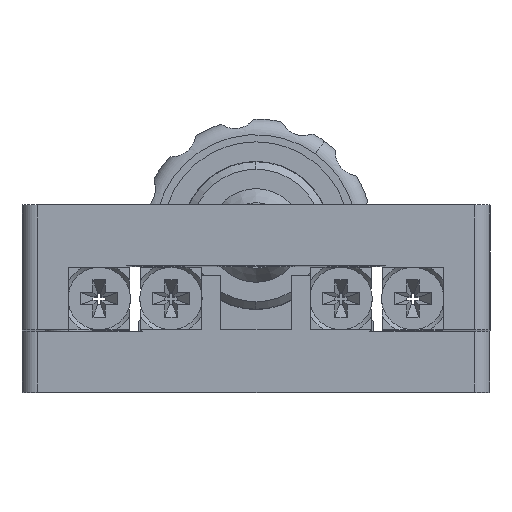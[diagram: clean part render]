
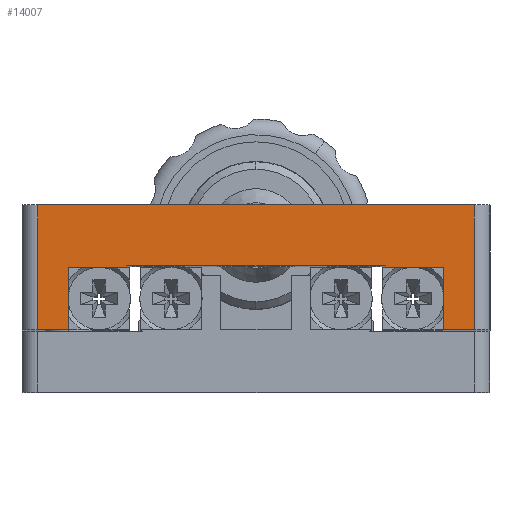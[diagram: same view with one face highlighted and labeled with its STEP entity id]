
A CAD part, top view. The second image highlights one B-rep face of the part: STEP entity #14007.
In plain terms, the highlighted planar face has unit normal (0, 0, 1).
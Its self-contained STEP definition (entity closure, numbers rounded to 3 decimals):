
#139 = CARTESIAN_POINT ( 'NONE',  ( -14., 12., 15. ) ) ;
#245 = VERTEX_POINT ( 'NONE', #860 ) ;
#406 = DIRECTION ( 'NONE',  ( 0., -1., 0. ) ) ;
#549 = CARTESIAN_POINT ( 'NONE',  ( 12., 4., 15. ) ) ;
#789 = EDGE_CURVE ( 'NONE', #12379, #245, #13430, .T. ) ;
#860 = CARTESIAN_POINT ( 'NONE',  ( -12., 8., 15. ) ) ;
#1109 = EDGE_CURVE ( 'NONE', #6558, #14508, #10407, .T. ) ;
#1283 = EDGE_LOOP ( 'NONE', ( #3625, #15614, #12351, #10133, #4592, #1808, #1828, #4162, #5469, #12717, #2868, #10119 ) ) ;
#1383 = EDGE_CURVE ( 'NONE', #14508, #14469, #2988, .T. ) ;
#1628 = LINE ( 'NONE', #4389, #15479 ) ;
#1706 = CARTESIAN_POINT ( 'NONE',  ( -8.3, 8.1, 15. ) ) ;
#1760 = AXIS2_PLACEMENT_3D ( 'NONE', #13464, #6623, #3947 ) ;
#1808 = ORIENTED_EDGE ( 'NONE', *, *, #15163, .F. ) ;
#1828 = ORIENTED_EDGE ( 'NONE', *, *, #15566, .F. ) ;
#2053 = VERTEX_POINT ( 'NONE', #8027 ) ;
#2176 = EDGE_CURVE ( 'NONE', #16110, #14679, #1628, .T. ) ;
#2228 = VECTOR ( 'NONE', #11631, 1000. ) ;
#2361 = CARTESIAN_POINT ( 'NONE',  ( 12., 4., 15. ) ) ;
#2435 = DIRECTION ( 'NONE',  ( 0., -1., 0. ) ) ;
#2552 = CARTESIAN_POINT ( 'NONE',  ( 8.3, 8., 15. ) ) ;
#2601 = LINE ( 'NONE', #11688, #9267 ) ;
#2868 = ORIENTED_EDGE ( 'NONE', *, *, #1109, .F. ) ;
#2988 = LINE ( 'NONE', #14660, #16619 ) ;
#3625 = ORIENTED_EDGE ( 'NONE', *, *, #12585, .F. ) ;
#3947 = DIRECTION ( 'NONE',  ( 1., 0., 0. ) ) ;
#3989 = DIRECTION ( 'NONE',  ( 0., -1., 0. ) ) ;
#4162 = ORIENTED_EDGE ( 'NONE', *, *, #2176, .F. ) ;
#4389 = CARTESIAN_POINT ( 'NONE',  ( 8.3, 8.1, 15. ) ) ;
#4592 = ORIENTED_EDGE ( 'NONE', *, *, #789, .F. ) ;
#4616 = CARTESIAN_POINT ( 'NONE',  ( 14., 12., 15. ) ) ;
#4710 = CARTESIAN_POINT ( 'NONE',  ( -15., 12., 15. ) ) ;
#4994 = VECTOR ( 'NONE', #8264, 1000. ) ;
#5008 = VECTOR ( 'NONE', #5037, 1000. ) ;
#5037 = DIRECTION ( 'NONE',  ( -1., 0., 0. ) ) ;
#5079 = VECTOR ( 'NONE', #3989, 1000. ) ;
#5194 = CARTESIAN_POINT ( 'NONE',  ( 14., 12., 15. ) ) ;
#5269 = EDGE_CURVE ( 'NONE', #245, #12252, #16994, .T. ) ;
#5469 = ORIENTED_EDGE ( 'NONE', *, *, #7915, .F. ) ;
#6558 = VERTEX_POINT ( 'NONE', #10562 ) ;
#6582 = EDGE_CURVE ( 'NONE', #12252, #2053, #7788, .T. ) ;
#6623 = DIRECTION ( 'NONE',  ( 0., 0., 1. ) ) ;
#6973 = LINE ( 'NONE', #12248, #14779 ) ;
#7153 = CARTESIAN_POINT ( 'NONE',  ( -12., 4., 15. ) ) ;
#7637 = CARTESIAN_POINT ( 'NONE',  ( 8.3, 8.1, 15. ) ) ;
#7788 = LINE ( 'NONE', #10410, #5008 ) ;
#7915 = EDGE_CURVE ( 'NONE', #14469, #16110, #10346, .T. ) ;
#8027 = CARTESIAN_POINT ( 'NONE',  ( -14., 4., 15. ) ) ;
#8221 = EDGE_CURVE ( 'NONE', #6558, #16651, #16481, .T. ) ;
#8264 = DIRECTION ( 'NONE',  ( -1., 0., 0. ) ) ;
#8518 = LINE ( 'NONE', #4710, #13605 ) ;
#9193 = CARTESIAN_POINT ( 'NONE',  ( -12., 8., 15. ) ) ;
#9214 = VERTEX_POINT ( 'NONE', #14193 ) ;
#9267 = VECTOR ( 'NONE', #2435, 1000. ) ;
#9621 = DIRECTION ( 'NONE',  ( -1., 0., 0. ) ) ;
#9962 = VECTOR ( 'NONE', #9621, 1000. ) ;
#10119 = ORIENTED_EDGE ( 'NONE', *, *, #8221, .T. ) ;
#10133 = ORIENTED_EDGE ( 'NONE', *, *, #5269, .F. ) ;
#10246 = CARTESIAN_POINT ( 'NONE',  ( 8.3, 8., 15. ) ) ;
#10346 = LINE ( 'NONE', #2552, #2228 ) ;
#10407 = LINE ( 'NONE', #2361, #11609 ) ;
#10410 = CARTESIAN_POINT ( 'NONE',  ( -15., 4., 15. ) ) ;
#10509 = CARTESIAN_POINT ( 'NONE',  ( 12., 8., 15. ) ) ;
#10562 = CARTESIAN_POINT ( 'NONE',  ( 14., 4., 15. ) ) ;
#10719 = DIRECTION ( 'NONE',  ( 0., 1., 0. ) ) ;
#10776 = FACE_OUTER_BOUND ( 'NONE', #1283, .T. ) ;
#10958 = DIRECTION ( 'NONE',  ( 0., 1., 0. ) ) ;
#11609 = VECTOR ( 'NONE', #11785, 1000. ) ;
#11631 = DIRECTION ( 'NONE',  ( -1., 0., 0. ) ) ;
#11688 = CARTESIAN_POINT ( 'NONE',  ( -8.3, 8.1, 15. ) ) ;
#11785 = DIRECTION ( 'NONE',  ( -1., 0., 0. ) ) ;
#12248 = CARTESIAN_POINT ( 'NONE',  ( -14., 4., 15. ) ) ;
#12252 = VERTEX_POINT ( 'NONE', #7153 ) ;
#12351 = ORIENTED_EDGE ( 'NONE', *, *, #6582, .F. ) ;
#12379 = VERTEX_POINT ( 'NONE', #14492 ) ;
#12585 = EDGE_CURVE ( 'NONE', #14475, #16651, #8518, .T. ) ;
#12717 = ORIENTED_EDGE ( 'NONE', *, *, #1383, .F. ) ;
#13430 = LINE ( 'NONE', #14621, #9962 ) ;
#13464 = CARTESIAN_POINT ( 'NONE',  ( 8.3, 8., 15. ) ) ;
#13559 = VECTOR ( 'NONE', #14037, 1000. ) ;
#13605 = VECTOR ( 'NONE', #15174, 1000. ) ;
#14007 = ADVANCED_FACE ( 'NONE', ( #10776 ), #14415, .T. ) ;
#14037 = DIRECTION ( 'NONE',  ( 0., 1., 0. ) ) ;
#14193 = CARTESIAN_POINT ( 'NONE',  ( -8.3, 8.1, 15. ) ) ;
#14415 = PLANE ( 'NONE',  #1760 ) ;
#14469 = VERTEX_POINT ( 'NONE', #10509 ) ;
#14475 = VERTEX_POINT ( 'NONE', #139 ) ;
#14492 = CARTESIAN_POINT ( 'NONE',  ( -8.3, 8., 15. ) ) ;
#14508 = VERTEX_POINT ( 'NONE', #549 ) ;
#14621 = CARTESIAN_POINT ( 'NONE',  ( -12., 8., 15. ) ) ;
#14660 = CARTESIAN_POINT ( 'NONE',  ( 12., 8., 15. ) ) ;
#14679 = VERTEX_POINT ( 'NONE', #7637 ) ;
#14779 = VECTOR ( 'NONE', #406, 1000. ) ;
#15163 = EDGE_CURVE ( 'NONE', #9214, #12379, #2601, .T. ) ;
#15174 = DIRECTION ( 'NONE',  ( 1., 0., 0. ) ) ;
#15352 = EDGE_CURVE ( 'NONE', #14475, #2053, #6973, .T. ) ;
#15479 = VECTOR ( 'NONE', #10719, 1000. ) ;
#15566 = EDGE_CURVE ( 'NONE', #14679, #9214, #16324, .T. ) ;
#15614 = ORIENTED_EDGE ( 'NONE', *, *, #15352, .T. ) ;
#16110 = VERTEX_POINT ( 'NONE', #10246 ) ;
#16324 = LINE ( 'NONE', #1706, #4994 ) ;
#16481 = LINE ( 'NONE', #4616, #13559 ) ;
#16619 = VECTOR ( 'NONE', #10958, 1000. ) ;
#16651 = VERTEX_POINT ( 'NONE', #5194 ) ;
#16994 = LINE ( 'NONE', #9193, #5079 ) ;
